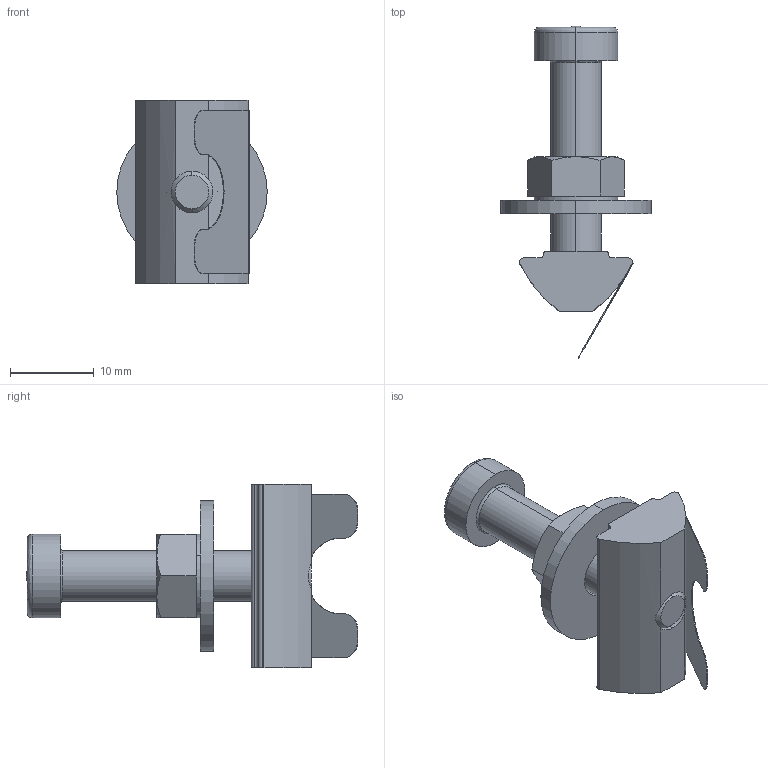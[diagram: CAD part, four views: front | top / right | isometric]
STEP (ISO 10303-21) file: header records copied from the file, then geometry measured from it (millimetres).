
FILE_DESCRIPTION (( 'STEP AP203' ), '1' );
FILE_NAME ('162976.step', '2023-01-11T15:38:53', ( '' ), ( '' ), 'SwSTEP 2.0', 'SolidWorks 2021', '' );
FILE_SCHEMA (( 'CONFIG_CONTROL_DESIGN' ));
Length unit declared in the file: millimetre
Products named in the file (1): 162976
Bounding box: 18 x 39.71 x 22 mm (x, y, z)
Volume: 3247.6 mm3; surface area: 3152 mm2
Topology: 5 solids, 5 shells, 99 faces, 235 edges, 142 vertices
Faces by surface type: plane 48, cylinder 30, cone 15, bspline 6
Entity records: 3063 total; most frequent: CARTESIAN_POINT 717, DIRECTION 490, ORIENTED_EDGE 458, EDGE_CURVE 229, AXIS2_PLACEMENT_3D 185, VERTEX_POINT 142, VECTOR 120, LINE 120
